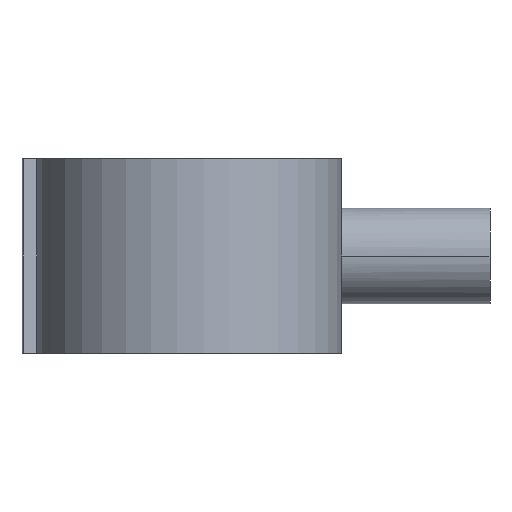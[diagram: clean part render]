
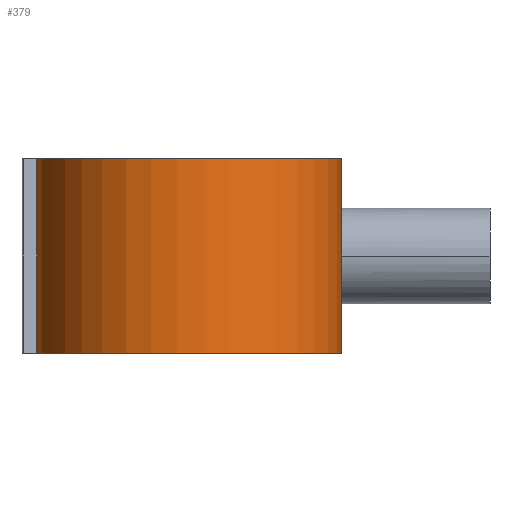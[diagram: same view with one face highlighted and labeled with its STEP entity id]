
A CAD part, front view. The second image highlights one B-rep face of the part: STEP entity #379.
In plain terms, the highlighted cylindrical face has radius 100.667 mm (diameter 201.333 mm), a partial arc.
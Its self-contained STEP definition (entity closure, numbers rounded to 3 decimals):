
#249 = EDGE_CURVE( '', #491, #401, #639, .T. );
#343 = EDGE_CURVE( '', #347, #419, #748, .T. );
#347 = VERTEX_POINT( '', #752 );
#379 = ADVANCED_FACE( '', ( #786 ), #787, .T. );
#381 = EDGE_CURVE( '', #491, #419, #789, .T. );
#401 = VERTEX_POINT( '', #810 );
#419 = VERTEX_POINT( '', #829 );
#491 = VERTEX_POINT( '', #909 );
#553 = EDGE_CURVE( '', #401, #347, #977, .T. );
#639 = LINE( '', #1174, #1175 );
#748 = LINE( '', #1567, #1568 );
#752 = CARTESIAN_POINT( '', ( 100.208, 9.6, -64. ) );
#786 = FACE_OUTER_BOUND( '', #1659, .T. );
#787 = CYLINDRICAL_SURFACE( '', #1660, 100.667 );
#789 = CIRCLE( '', #1663, 100.667 );
#810 = CARTESIAN_POINT( '', ( -100.208, -9.6, -64. ) );
#829 = CARTESIAN_POINT( '', ( 100.208, 9.6, 64. ) );
#909 = CARTESIAN_POINT( '', ( -100.208, -9.6, 64. ) );
#977 = CIRCLE( '', #2093, 100.667 );
#1174 = CARTESIAN_POINT( '', ( -100.208, -9.6, 64. ) );
#1175 = VECTOR( '', #2208, 1. );
#1567 = CARTESIAN_POINT( '', ( 100.208, 9.6, 64. ) );
#1568 = VECTOR( '', #2340, 1. );
#1659 = EDGE_LOOP( '', ( #2367, #2368, #2369, #2370 ) );
#1660 = AXIS2_PLACEMENT_3D( '', #2371, #2372, #2373 );
#1663 = AXIS2_PLACEMENT_3D( '', #2374, #2375, #2376 );
#2093 = AXIS2_PLACEMENT_3D( '', #2611, #2612, #2613 );
#2208 = DIRECTION( '', ( 0., 0., -1. ) );
#2340 = DIRECTION( '', ( 0., 0., 1. ) );
#2367 = ORIENTED_EDGE( '', *, *, #343, .T. );
#2368 = ORIENTED_EDGE( '', *, *, #381, .F. );
#2369 = ORIENTED_EDGE( '', *, *, #249, .T. );
#2370 = ORIENTED_EDGE( '', *, *, #553, .T. );
#2371 = CARTESIAN_POINT( '', ( 0., 0., 64. ) );
#2372 = DIRECTION( '', ( 0., 0., 1. ) );
#2373 = DIRECTION( '', ( -0.995, -0.095, 0. ) );
#2374 = CARTESIAN_POINT( '', ( 0., 0., 64. ) );
#2375 = DIRECTION( '', ( 0., 0., 1. ) );
#2376 = DIRECTION( '', ( -0.995, -0.095, 0. ) );
#2611 = CARTESIAN_POINT( '', ( 0., 0., -64. ) );
#2612 = DIRECTION( '', ( 0., 0., 1. ) );
#2613 = DIRECTION( '', ( -0.995, -0.095, 0. ) );
